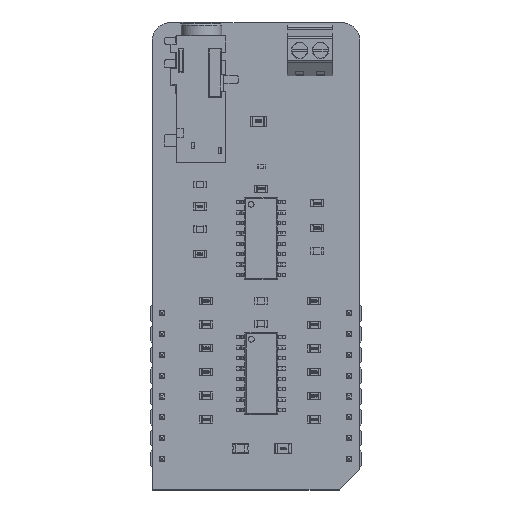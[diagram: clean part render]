
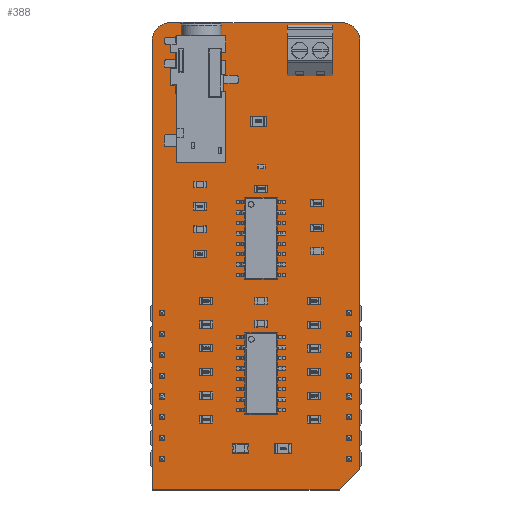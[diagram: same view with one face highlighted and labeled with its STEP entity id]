
A CAD part, top view. The second image highlights one B-rep face of the part: STEP entity #388.
In plain terms, the highlighted planar face has unit normal (0, 0, 1).
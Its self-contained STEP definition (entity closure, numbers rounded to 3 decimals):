
#159 = VERTEX_POINT('',#160);
#160 = CARTESIAN_POINT('',(-1.27,-3.81,0.));
#166 = EDGE_CURVE('',#159,#167,#169,.T.);
#167 = VERTEX_POINT('',#168);
#168 = CARTESIAN_POINT('',(-1.27,51.054,0.));
#169 = LINE('',#170,#171);
#170 = CARTESIAN_POINT('',(-1.27,-3.81,0.));
#171 = VECTOR('',#172,1.);
#172 = DIRECTION('',(0.,1.,0.));
#197 = EDGE_CURVE('',#167,#198,#200,.T.);
#198 = VERTEX_POINT('',#199);
#199 = CARTESIAN_POINT('',(1.016,53.34,0.));
#200 = CIRCLE('',#201,2.288);
#201 = AXIS2_PLACEMENT_3D('',#202,#203,#204);
#202 = CARTESIAN_POINT('',(1.018,51.052,0.));
#203 = DIRECTION('',(0.,0.,-1.));
#204 = DIRECTION('',(-1.,0.001,0.));
#230 = EDGE_CURVE('',#198,#231,#233,.T.);
#231 = VERTEX_POINT('',#232);
#232 = CARTESIAN_POINT('',(21.844,53.34,0.));
#233 = LINE('',#234,#235);
#234 = CARTESIAN_POINT('',(1.016,53.34,0.));
#235 = VECTOR('',#236,1.);
#236 = DIRECTION('',(1.,0.,0.));
#261 = EDGE_CURVE('',#231,#262,#264,.T.);
#262 = VERTEX_POINT('',#263);
#263 = CARTESIAN_POINT('',(24.13,51.054,0.));
#264 = CIRCLE('',#265,2.288);
#265 = AXIS2_PLACEMENT_3D('',#266,#267,#268);
#266 = CARTESIAN_POINT('',(21.842,51.052,0.));
#267 = DIRECTION('',(0.,0.,-1.));
#268 = DIRECTION('',(0.001,1.,0.));
#294 = EDGE_CURVE('',#262,#295,#297,.T.);
#295 = VERTEX_POINT('',#296);
#296 = CARTESIAN_POINT('',(24.13,-1.27,0.));
#297 = LINE('',#298,#299);
#298 = CARTESIAN_POINT('',(24.13,51.054,0.));
#299 = VECTOR('',#300,1.);
#300 = DIRECTION('',(0.,-1.,0.));
#325 = EDGE_CURVE('',#295,#326,#328,.T.);
#326 = VERTEX_POINT('',#327);
#327 = CARTESIAN_POINT('',(21.59,-3.81,0.));
#328 = LINE('',#329,#330);
#329 = CARTESIAN_POINT('',(24.13,-1.27,0.));
#330 = VECTOR('',#331,1.);
#331 = DIRECTION('',(-0.707,-0.707,0.));
#356 = EDGE_CURVE('',#326,#159,#357,.T.);
#357 = LINE('',#358,#359);
#358 = CARTESIAN_POINT('',(21.59,-3.81,0.));
#359 = VECTOR('',#360,1.);
#360 = DIRECTION('',(-1.,0.,0.));
#388 = ADVANCED_FACE('',(#389),#398,.T.);
#389 = FACE_BOUND('',#390,.F.);
#390 = EDGE_LOOP('',(#391,#392,#393,#394,#395,#396,#397));
#391 = ORIENTED_EDGE('',*,*,#166,.T.);
#392 = ORIENTED_EDGE('',*,*,#197,.T.);
#393 = ORIENTED_EDGE('',*,*,#230,.T.);
#394 = ORIENTED_EDGE('',*,*,#261,.T.);
#395 = ORIENTED_EDGE('',*,*,#294,.T.);
#396 = ORIENTED_EDGE('',*,*,#325,.T.);
#397 = ORIENTED_EDGE('',*,*,#356,.T.);
#398 = PLANE('',#399);
#399 = AXIS2_PLACEMENT_3D('',#400,#401,#402);
#400 = CARTESIAN_POINT('',(-1.27,-3.81,0.));
#401 = DIRECTION('',(0.,0.,1.));
#402 = DIRECTION('',(1.,0.,0.));
